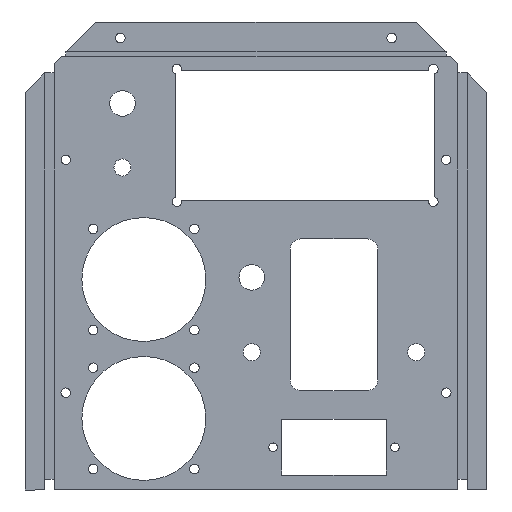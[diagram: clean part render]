
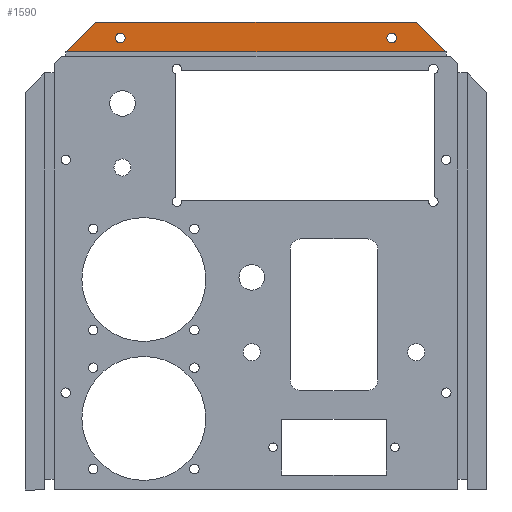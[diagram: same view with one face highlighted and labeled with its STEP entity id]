
A CAD part, front view. The second image highlights one B-rep face of the part: STEP entity #1590.
In plain terms, the highlighted planar face has unit normal (0, -1, 0).
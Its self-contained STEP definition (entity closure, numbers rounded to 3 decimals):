
#52 = ORIENTED_EDGE ( 'NONE', *, *, #969, .T. ) ;
#154 = LINE ( 'NONE', #2949, #2183 ) ;
#156 = CARTESIAN_POINT ( 'NONE',  ( -75., 0., 109.5 ) ) ;
#181 = ORIENTED_EDGE ( 'NONE', *, *, #958, .F. ) ;
#289 = VERTEX_POINT ( 'NONE', #2624 ) ;
#298 = LINE ( 'NONE', #962, #1686 ) ;
#333 = ORIENTED_EDGE ( 'NONE', *, *, #2924, .T. ) ;
#469 = CARTESIAN_POINT ( 'NONE',  ( 63.5, 0., 102. ) ) ;
#545 = CARTESIAN_POINT ( 'NONE',  ( -63.5, 0., 104.25 ) ) ;
#557 = VERTEX_POINT ( 'NONE', #3412 ) ;
#608 = CARTESIAN_POINT ( 'NONE',  ( 63.5, 0., 102. ) ) ;
#659 = VECTOR ( 'NONE', #1633, 1000. ) ;
#668 = PLANE ( 'NONE',  #2596 ) ;
#681 = DIRECTION ( 'NONE',  ( 1., 0., 0. ) ) ;
#691 = AXIS2_PLACEMENT_3D ( 'NONE', #1596, #1861, #2716 ) ;
#821 = AXIS2_PLACEMENT_3D ( 'NONE', #608, #2527, #870 ) ;
#838 = FACE_BOUND ( 'NONE', #2799, .T. ) ;
#861 = EDGE_CURVE ( 'NONE', #2917, #289, #2673, .T. ) ;
#870 = DIRECTION ( 'NONE',  ( 0., 0., -1. ) ) ;
#931 = VERTEX_POINT ( 'NONE', #2440 ) ;
#936 = CIRCLE ( 'NONE', #2682, 2.25 ) ;
#958 = EDGE_CURVE ( 'NONE', #289, #2751, #298, .T. ) ;
#962 = CARTESIAN_POINT ( 'NONE',  ( 75., 0., 109.5 ) ) ;
#969 = EDGE_CURVE ( 'NONE', #931, #2579, #936, .T. ) ;
#1004 = CARTESIAN_POINT ( 'NONE',  ( -63.5, 0., 102. ) ) ;
#1230 = ORIENTED_EDGE ( 'NONE', *, *, #861, .F. ) ;
#1249 = EDGE_CURVE ( 'NONE', #557, #3438, #3511, .T. ) ;
#1277 = AXIS2_PLACEMENT_3D ( 'NONE', #1004, #2665, #1290 ) ;
#1290 = DIRECTION ( 'NONE',  ( 0., 0., -1. ) ) ;
#1548 = CARTESIAN_POINT ( 'NONE',  ( -75., 0., 109.5 ) ) ;
#1570 = VERTEX_POINT ( 'NONE', #3386 ) ;
#1590 = ADVANCED_FACE ( 'NONE', ( #2957, #838, #2308 ), #668, .T. ) ;
#1596 = CARTESIAN_POINT ( 'NONE',  ( -63.5, 0., 102. ) ) ;
#1633 = DIRECTION ( 'NONE',  ( 0.707, 0., 0.707 ) ) ;
#1686 = VECTOR ( 'NONE', #2453, 1000. ) ;
#1783 = CARTESIAN_POINT ( 'NONE',  ( 0., 0., 0. ) ) ;
#1861 = DIRECTION ( 'NONE',  ( 0., 1., 0. ) ) ;
#1959 = EDGE_CURVE ( 'NONE', #1570, #2917, #2780, .T. ) ;
#2016 = ORIENTED_EDGE ( 'NONE', *, *, #2295, .T. ) ;
#2177 = EDGE_LOOP ( 'NONE', ( #3105, #333, #181, #1230 ) ) ;
#2183 = VECTOR ( 'NONE', #3216, 1000. ) ;
#2295 = EDGE_CURVE ( 'NONE', #3438, #557, #2470, .T. ) ;
#2308 = FACE_OUTER_BOUND ( 'NONE', #2177, .T. ) ;
#2314 = EDGE_LOOP ( 'NONE', ( #2016, #2844 ) ) ;
#2440 = CARTESIAN_POINT ( 'NONE',  ( 63.5, 0., 99.75 ) ) ;
#2453 = DIRECTION ( 'NONE',  ( 0.707, 0., -0.707 ) ) ;
#2470 = CIRCLE ( 'NONE', #1277, 2.25 ) ;
#2494 = DIRECTION ( 'NONE',  ( 0., 0., -1. ) ) ;
#2527 = DIRECTION ( 'NONE',  ( 0., 1., 0. ) ) ;
#2579 = VERTEX_POINT ( 'NONE', #3341 ) ;
#2595 = CARTESIAN_POINT ( 'NONE',  ( 88.92, 0., 95.58 ) ) ;
#2596 = AXIS2_PLACEMENT_3D ( 'NONE', #1783, #2897, #3165 ) ;
#2624 = CARTESIAN_POINT ( 'NONE',  ( 75., 0., 109.5 ) ) ;
#2665 = DIRECTION ( 'NONE',  ( 0., 1., 0. ) ) ;
#2673 = LINE ( 'NONE', #2732, #3322 ) ;
#2682 = AXIS2_PLACEMENT_3D ( 'NONE', #469, #3056, #2494 ) ;
#2716 = DIRECTION ( 'NONE',  ( 0., 0., -1. ) ) ;
#2732 = CARTESIAN_POINT ( 'NONE',  ( -75., 0., 109.5 ) ) ;
#2751 = VERTEX_POINT ( 'NONE', #2595 ) ;
#2780 = LINE ( 'NONE', #156, #659 ) ;
#2799 = EDGE_LOOP ( 'NONE', ( #3055, #52 ) ) ;
#2844 = ORIENTED_EDGE ( 'NONE', *, *, #1249, .T. ) ;
#2897 = DIRECTION ( 'NONE',  ( 0., -1., 0. ) ) ;
#2917 = VERTEX_POINT ( 'NONE', #1548 ) ;
#2924 = EDGE_CURVE ( 'NONE', #1570, #2751, #154, .T. ) ;
#2949 = CARTESIAN_POINT ( 'NONE',  ( 0., 0., 95.58 ) ) ;
#2957 = FACE_BOUND ( 'NONE', #2314, .T. ) ;
#3055 = ORIENTED_EDGE ( 'NONE', *, *, #3543, .T. ) ;
#3056 = DIRECTION ( 'NONE',  ( 0., 1., 0. ) ) ;
#3105 = ORIENTED_EDGE ( 'NONE', *, *, #1959, .F. ) ;
#3165 = DIRECTION ( 'NONE',  ( 0., 0., -1. ) ) ;
#3215 = CIRCLE ( 'NONE', #821, 2.25 ) ;
#3216 = DIRECTION ( 'NONE',  ( 1., 0., 0. ) ) ;
#3322 = VECTOR ( 'NONE', #681, 1000. ) ;
#3341 = CARTESIAN_POINT ( 'NONE',  ( 63.5, 0., 104.25 ) ) ;
#3386 = CARTESIAN_POINT ( 'NONE',  ( -88.92, 0., 95.58 ) ) ;
#3412 = CARTESIAN_POINT ( 'NONE',  ( -63.5, 0., 99.75 ) ) ;
#3438 = VERTEX_POINT ( 'NONE', #545 ) ;
#3511 = CIRCLE ( 'NONE', #691, 2.25 ) ;
#3543 = EDGE_CURVE ( 'NONE', #2579, #931, #3215, .T. ) ;
